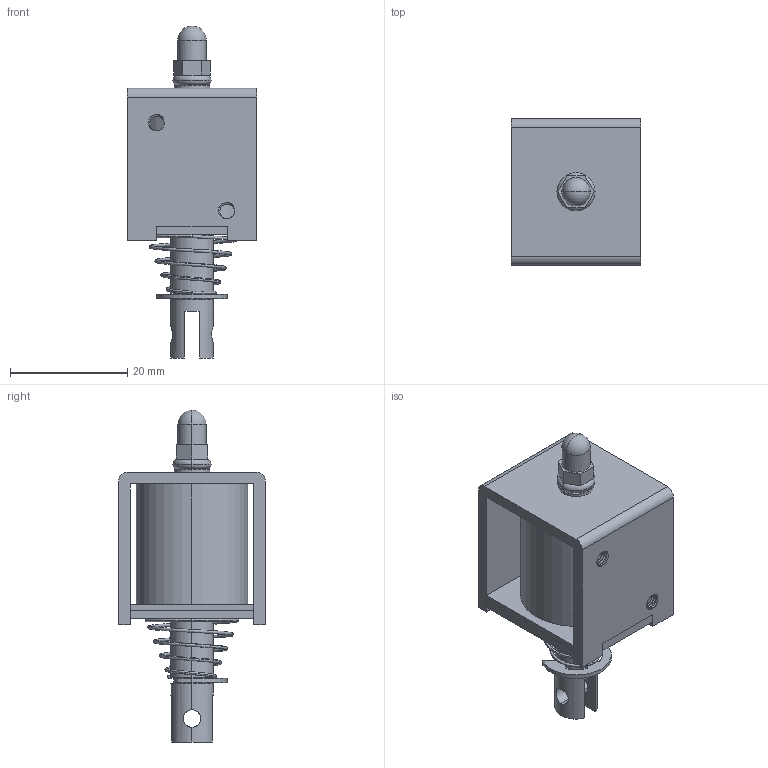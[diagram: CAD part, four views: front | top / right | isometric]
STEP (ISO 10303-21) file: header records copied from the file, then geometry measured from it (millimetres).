
FILE_DESCRIPTION (( 'STEP AP214' ), '1' );
FILE_NAME ('Solenoid JF-0826B.STEP', '2019-04-16T18:46:09', ( '' ), ( '' ), 'SwSTEP 2.0', 'SolidWorks 2018', '' );
FILE_SCHEMA (( 'AUTOMOTIVE_DESIGN' ));
Length unit declared in the file: millimetre
Products named in the file (1): Solenoid JF-0826B
Bounding box: 22 x 25 x 56.62 mm (x, y, z)
Volume: 10913.9 mm3; surface area: 9396.8 mm2
Topology: 8 solids, 8 shells, 161 faces, 414 edges, 271 vertices
Faces by surface type: cylinder 72, plane 69, bspline 10, torus 8, sphere 2
Entity records: 8115 total; most frequent: CARTESIAN_POINT 4139, ORIENTED_EDGE 820, DIRECTION 796, EDGE_CURVE 410, AXIS2_PLACEMENT_3D 292, VERTEX_POINT 269, VECTOR 212, LINE 212
